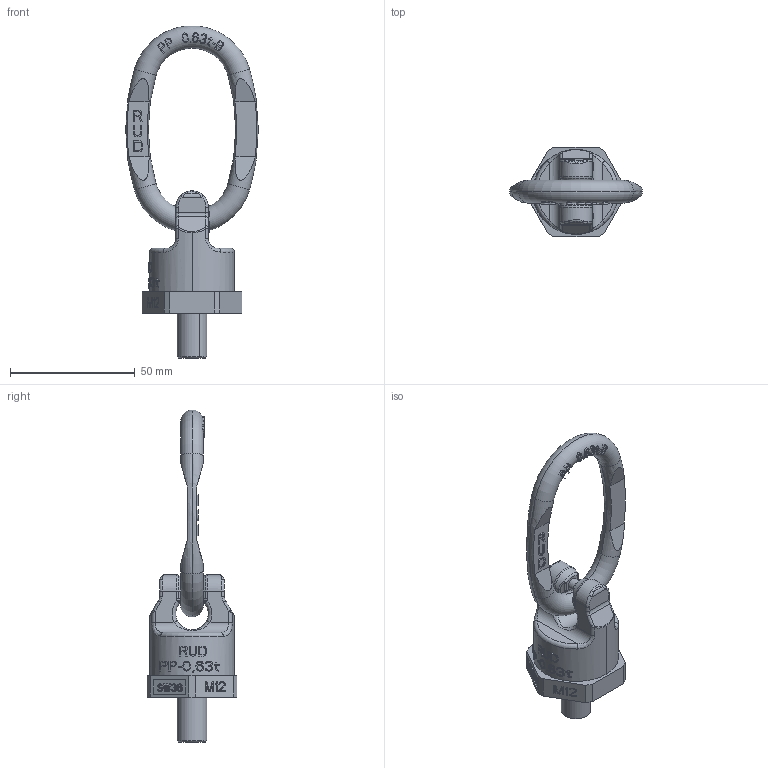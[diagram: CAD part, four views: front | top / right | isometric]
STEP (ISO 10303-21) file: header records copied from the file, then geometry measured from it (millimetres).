
FILE_DESCRIPTION((''),'2;1');
FILE_NAME('001-M31453-P-20_ASM','2019-09-10T',('anja.joas'),(''),'PRO/ENGINEER BY PARAMETRIC TECHNOLOGY CORPORATION, 2011490','PRO/ENGINEER BY PARAMETRIC TECHNOLOGY CORPORATION, 2011490','');
FILE_SCHEMA(('CONFIG_CONTROL_DESIGN'));
Length unit declared in the file: millimetre
Products named in the file (4): 001-M31453-P-20_AF0; 001-M31453-P-40; 001-M31290-007; 001-M31453-P-20_ASM
Assembly tree (3 placements, depth 2):
  001-M31453-P-20_ASM
    001-M31453-P-20_AF0
    001-M31453-P-40
    001-M31290-007
Bounding box: 53 x 36 x 132.92 mm (x, y, z)
Volume: 43981.8 mm3; surface area: 14828.4 mm2
Topology: 3 solids, 3 shells, 1213 faces, 3332 edges, 2180 vertices
Faces by surface type: plane 1034, cylinder 71, bspline 64, torus 34, sphere 8, cone 2
Entity records: 40656 total; most frequent: CARTESIAN_POINT 11414, ORIENTED_EDGE 6664, DIRECTION 5089, EDGE_CURVE 3332, VECTOR 2197, LINE 2197, VERTEX_POINT 2180, AXIS2_PLACEMENT_3D 1446
